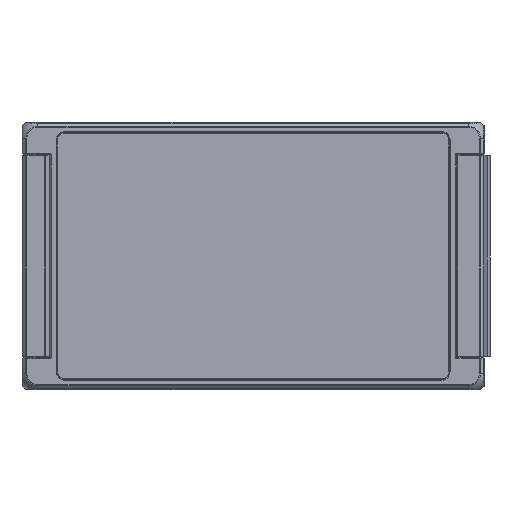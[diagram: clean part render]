
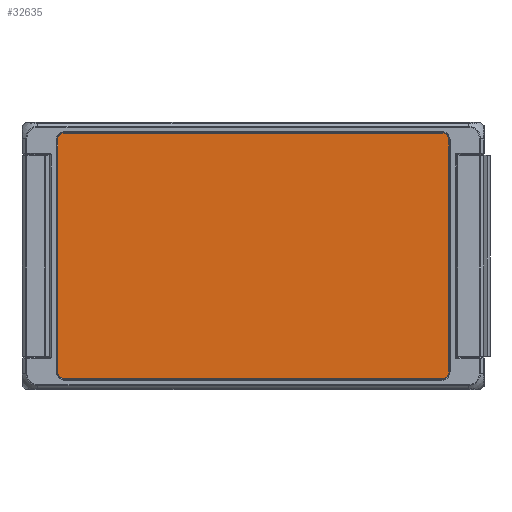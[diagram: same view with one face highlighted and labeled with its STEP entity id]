
A CAD part, top view. The second image highlights one B-rep face of the part: STEP entity #32635.
In plain terms, the highlighted planar face has unit normal (0, 0, 1).
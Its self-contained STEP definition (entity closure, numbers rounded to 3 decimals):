
#753=ELLIPSE('',#35804,4.501,4.5);
#755=ELLIPSE('',#35809,4.501,4.5);
#757=ELLIPSE('',#35814,4.501,4.5);
#758=ELLIPSE('',#35817,4.501,4.5);
#4262=FACE_OUTER_BOUND('',#6277,.T.);
#6277=EDGE_LOOP('',(#25559,#25560,#25561,#25562,#25563,#25564,#25565,#25566));
#9626=LINE('',#103197,#11512);
#9629=LINE('',#103251,#11515);
#9631=LINE('',#103307,#11517);
#9633=LINE('',#103358,#11519);
#11512=VECTOR('',#42423,10.);
#11515=VECTOR('',#42438,10.);
#11517=VECTOR('',#42450,10.);
#11519=VECTOR('',#42462,10.);
#14074=VERTEX_POINT('',#103194);
#14075=VERTEX_POINT('',#103196);
#14077=VERTEX_POINT('',#103241);
#14079=VERTEX_POINT('',#103247);
#14081=VERTEX_POINT('',#103297);
#14083=VERTEX_POINT('',#103303);
#14085=VERTEX_POINT('',#103348);
#14087=VERTEX_POINT('',#103354);
#18060=EDGE_CURVE('',#14074,#14075,#9626,.T.);
#18065=EDGE_CURVE('',#14075,#14077,#753,.T.);
#18068=EDGE_CURVE('',#14077,#14079,#9629,.T.);
#18071=EDGE_CURVE('',#14079,#14081,#755,.T.);
#18074=EDGE_CURVE('',#14081,#14083,#9631,.T.);
#18077=EDGE_CURVE('',#14083,#14085,#757,.T.);
#18080=EDGE_CURVE('',#14085,#14087,#9633,.T.);
#18081=EDGE_CURVE('',#14087,#14074,#758,.T.);
#25559=ORIENTED_EDGE('',*,*,#18060,.F.);
#25560=ORIENTED_EDGE('',*,*,#18081,.F.);
#25561=ORIENTED_EDGE('',*,*,#18080,.F.);
#25562=ORIENTED_EDGE('',*,*,#18077,.F.);
#25563=ORIENTED_EDGE('',*,*,#18074,.F.);
#25564=ORIENTED_EDGE('',*,*,#18071,.F.);
#25565=ORIENTED_EDGE('',*,*,#18068,.F.);
#25566=ORIENTED_EDGE('',*,*,#18065,.F.);
#29344=PLANE('',#35825);
#32635=ADVANCED_FACE('',(#4262),#29344,.F.);
#35804=AXIS2_PLACEMENT_3D('',#103245,#42431,#42432);
#35809=AXIS2_PLACEMENT_3D('',#103301,#42443,#42444);
#35814=AXIS2_PLACEMENT_3D('',#103352,#42455,#42456);
#35817=AXIS2_PLACEMENT_3D('',#103399,#42463,#42464);
#35825=AXIS2_PLACEMENT_3D('',#103419,#42486,#42487);
#42423=DIRECTION('',(0.,1.,0.));
#42431=DIRECTION('center_axis',(0.,0.,-1.));
#42432=DIRECTION('ref_axis',(-0.707,0.707,0.));
#42438=DIRECTION('',(1.,0.,0.));
#42443=DIRECTION('center_axis',(0.,0.,-1.));
#42444=DIRECTION('ref_axis',(0.707,0.707,0.));
#42450=DIRECTION('',(0.,-1.,0.));
#42455=DIRECTION('center_axis',(0.,0.,-1.));
#42456=DIRECTION('ref_axis',(0.707,-0.707,0.));
#42462=DIRECTION('',(-1.,0.,0.));
#42463=DIRECTION('center_axis',(0.,0.,-1.));
#42464=DIRECTION('ref_axis',(-0.707,-0.707,0.));
#42486=DIRECTION('center_axis',(0.,0.,-1.));
#42487=DIRECTION('ref_axis',(-1.,0.,0.));
#103194=CARTESIAN_POINT('',(-126.509,-75.009,18.));
#103196=CARTESIAN_POINT('',(-126.509,75.009,18.));
#103197=CARTESIAN_POINT('',(-126.509,-40.,18.));
#103241=CARTESIAN_POINT('',(-122.009,79.509,18.));
#103245=CARTESIAN_POINT('Origin',(-122.008,75.008,18.));
#103247=CARTESIAN_POINT('',(122.009,79.509,18.));
#103251=CARTESIAN_POINT('',(-63.5,79.509,18.));
#103297=CARTESIAN_POINT('',(126.509,75.009,18.));
#103301=CARTESIAN_POINT('Origin',(122.008,75.008,18.));
#103303=CARTESIAN_POINT('',(126.509,-75.009,18.));
#103307=CARTESIAN_POINT('',(126.509,40.,18.));
#103348=CARTESIAN_POINT('',(122.009,-79.509,18.));
#103352=CARTESIAN_POINT('Origin',(122.008,-75.008,18.));
#103354=CARTESIAN_POINT('',(-122.009,-79.509,18.));
#103358=CARTESIAN_POINT('',(63.5,-79.509,18.));
#103399=CARTESIAN_POINT('Origin',(-122.008,-75.008,18.));
#103419=CARTESIAN_POINT('Origin',(0.,0.,18.));
